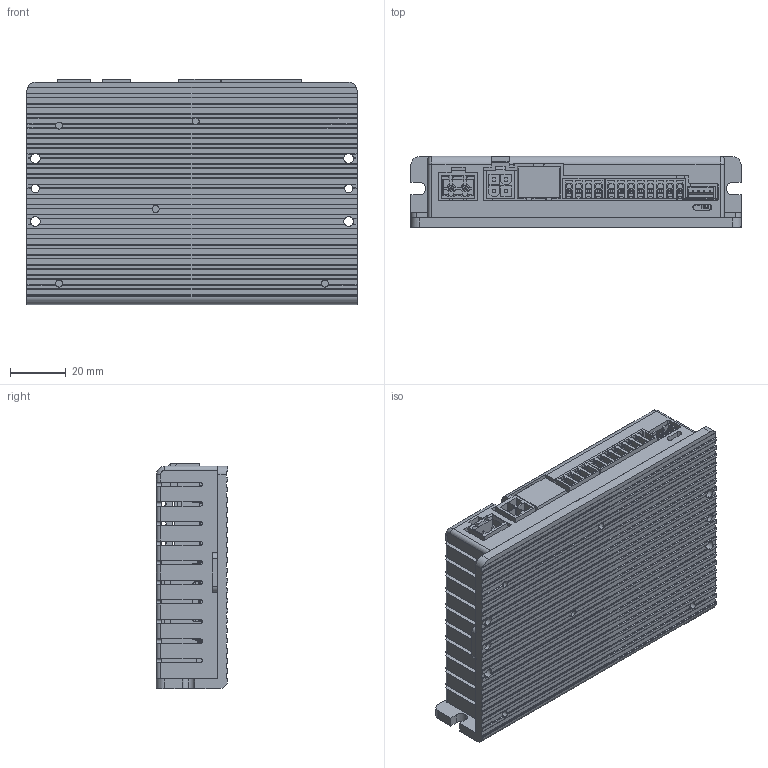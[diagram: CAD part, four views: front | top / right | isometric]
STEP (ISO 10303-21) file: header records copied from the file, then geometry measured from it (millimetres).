
FILE_DESCRIPTION(('Open CASCADE Model'),'2;1');
FILE_NAME('Open CASCADE Shape Model','2023-08-02T22:14:09',('Author'),( 'Open CASCADE'),'Open CASCADE STEP processor 7.7','Open CASCADE 7.7' ,'Unknown');
FILE_SCHEMA(('AUTOMOTIVE_DESIGN { 1 0 10303 214 1 1 1 1 }'));
Length unit declared in the file: millimetre
Products named in the file (12): Open CASCADE STEP translator 7.7 1; Open CASCADE STEP translator 7.7 1.1; Open CASCADE STEP translator 7.7 1.1.1; Open CASCADE STEP translator 7.7 1.1.1.1; Open CASCADE STEP translator 7.7 1.1.1.2; Open CASCADE STEP translator 7.7 1.1.1.3; Open CASCADE STEP translator 7.7 1.1.1.4; Open CASCADE STEP translator 7.7 1.1.1.5; Open CASCADE STEP translator 7.7 1.1.1.6; Open CASCADE STEP translator 7.7 1.1.1.7; Open CASCADE STEP translator 7.7 1.1.1.8; Open CASCADE STEP translator 7.7 1.1.1.9
Assembly tree (11 placements, depth 4):
  Open CASCADE STEP translator 7.7 1
    Open CASCADE STEP translator 7.7 1.1
      Open CASCADE STEP translator 7.7 1.1.1
        Open CASCADE STEP translator 7.7 1.1.1.1
        Open CASCADE STEP translator 7.7 1.1.1.2
        Open CASCADE STEP translator 7.7 1.1.1.3
        Open CASCADE STEP translator 7.7 1.1.1.4
        Open CASCADE STEP translator 7.7 1.1.1.5
        Open CASCADE STEP translator 7.7 1.1.1.6
        Open CASCADE STEP translator 7.7 1.1.1.7
        Open CASCADE STEP translator 7.7 1.1.1.8
        Open CASCADE STEP translator 7.7 1.1.1.9
Bounding box: 118 x 25.5 x 80.5 mm (x, y, z)
Volume: 67947.8 mm3; surface area: 66121.6 mm2
Topology: 9 solids, 9 shells, 2355 faces, 6483 edges, 4216 vertices
Faces by surface type: plane 1997, cylinder 348, bspline 6, cone 2, revolution 2
Entity records: 74336 total; most frequent: CARTESIAN_POINT 14056, ORIENTED_EDGE 12966, DIRECTION 11655, EDGE_CURVE 6483, LINE 5667, VECTOR 5667, VERTEX_POINT 4216, AXIS2_PLACEMENT_3D 2993
